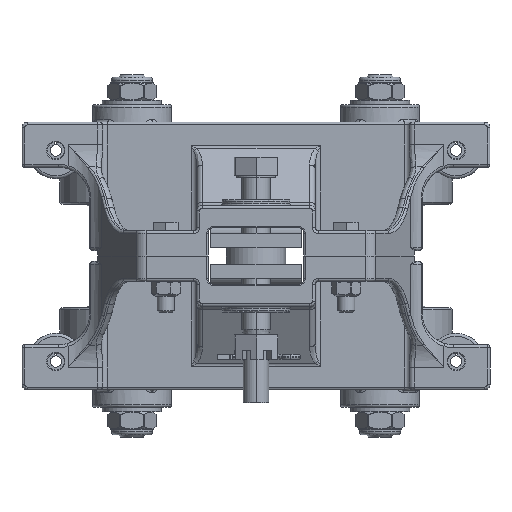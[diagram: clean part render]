
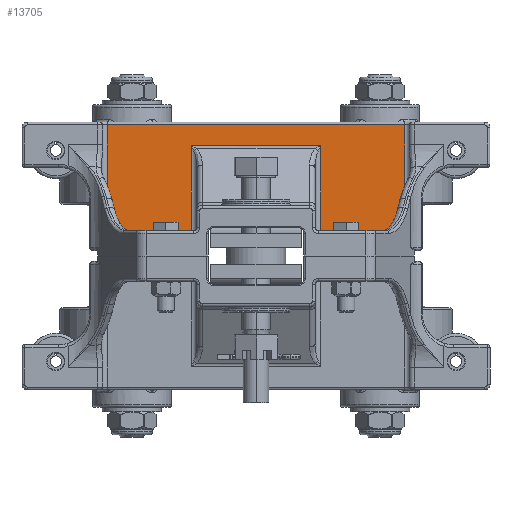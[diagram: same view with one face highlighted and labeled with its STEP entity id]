
A CAD part, front view. The second image highlights one B-rep face of the part: STEP entity #13705.
In plain terms, the highlighted planar face has unit normal (0, -1, 0).
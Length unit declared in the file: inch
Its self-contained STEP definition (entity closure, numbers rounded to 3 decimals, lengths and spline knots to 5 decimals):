
#13464=CARTESIAN_POINT('',(1.89051,2.47,2.90625));
#13465=VERTEX_POINT('',#13464);
#13490=CARTESIAN_POINT('',(8.48449,2.47,2.90625));
#13491=VERTEX_POINT('',#13490);
#13501=CARTESIAN_POINT('',(1.89051,2.47,2.90625));
#13502=DIRECTION('',(1.0,0.0,0.0));
#13503=VECTOR('',#13502,6.59398);
#13504=LINE('',#13501,#13503);
#13505=EDGE_CURVE('',#13465,#13491,#13504,.T.);
#13603=CARTESIAN_POINT('',(8.48449,2.47,0.5));
#13604=VERTEX_POINT('',#13603);
#13605=CARTESIAN_POINT('',(8.48449,2.47,2.90625));
#13606=DIRECTION('',(0.0,0.0,-1.0));
#13607=VECTOR('',#13606,2.40625);
#13608=LINE('',#13605,#13607);
#13609=EDGE_CURVE('',#13491,#13604,#13608,.T.);
#13650=CARTESIAN_POINT('',(10.375,2.47,2.41589));
#13651=DIRECTION('',(0.0,1.0,0.0));
#13652=DIRECTION('',(0.0,0.0,1.0));
#13653=AXIS2_PLACEMENT_3D('',#13650,#13651,#13652);
#13654=PLANE('',#13653);
#13655=ORIENTED_EDGE('',*,*,#13505,.F.);
#13656=CARTESIAN_POINT('',(1.89051,2.47,0.5));
#13657=VERTEX_POINT('',#13656);
#13658=CARTESIAN_POINT('',(1.89051,2.47,0.5));
#13659=DIRECTION('',(0.0,0.0,1.0));
#13660=VECTOR('',#13659,2.40625);
#13661=LINE('',#13658,#13660);
#13662=EDGE_CURVE('',#13657,#13465,#13661,.T.);
#13663=ORIENTED_EDGE('',*,*,#13662,.F.);
#13664=CARTESIAN_POINT('',(3.75,2.47,0.5));
#13665=VERTEX_POINT('',#13664);
#13666=CARTESIAN_POINT('',(3.75,2.47,0.5));
#13667=DIRECTION('',(-1.0,0.0,0.0));
#13668=VECTOR('',#13667,1.85949);
#13669=LINE('',#13666,#13668);
#13670=EDGE_CURVE('',#13665,#13657,#13669,.T.);
#13671=ORIENTED_EDGE('',*,*,#13670,.F.);
#13672=CARTESIAN_POINT('',(3.75,2.47,2.44938));
#13673=VERTEX_POINT('',#13672);
#13674=CARTESIAN_POINT('',(3.75,2.47,2.44938));
#13675=DIRECTION('',(0.0,0.0,-1.0));
#13676=VECTOR('',#13675,1.94938);
#13677=LINE('',#13674,#13676);
#13678=EDGE_CURVE('',#13673,#13665,#13677,.T.);
#13679=ORIENTED_EDGE('',*,*,#13678,.F.);
#13680=CARTESIAN_POINT('',(6.625,2.47,2.44938));
#13681=VERTEX_POINT('',#13680);
#13682=CARTESIAN_POINT('',(6.625,2.47,2.44938));
#13683=DIRECTION('',(-1.0,0.0,0.0));
#13684=VECTOR('',#13683,2.875);
#13685=LINE('',#13682,#13684);
#13686=EDGE_CURVE('',#13681,#13673,#13685,.T.);
#13687=ORIENTED_EDGE('',*,*,#13686,.F.);
#13688=CARTESIAN_POINT('',(6.625,2.47,0.5));
#13689=VERTEX_POINT('',#13688);
#13690=CARTESIAN_POINT('',(6.625,2.47,0.5));
#13691=DIRECTION('',(0.0,0.0,1.0));
#13692=VECTOR('',#13691,1.94938);
#13693=LINE('',#13690,#13692);
#13694=EDGE_CURVE('',#13689,#13681,#13693,.T.);
#13695=ORIENTED_EDGE('',*,*,#13694,.F.);
#13696=CARTESIAN_POINT('',(8.48449,2.47,0.5));
#13697=DIRECTION('',(-1.0,0.0,0.0));
#13698=VECTOR('',#13697,1.85949);
#13699=LINE('',#13696,#13698);
#13700=EDGE_CURVE('',#13604,#13689,#13699,.T.);
#13701=ORIENTED_EDGE('',*,*,#13700,.F.);
#13702=ORIENTED_EDGE('',*,*,#13609,.F.);
#13703=EDGE_LOOP('',(#13655,#13663,#13671,#13679,#13687,#13695,#13701,#13702));
#13704=FACE_OUTER_BOUND('',#13703,.T.);
#13705=ADVANCED_FACE('',(#13704),#13654,.F.);
